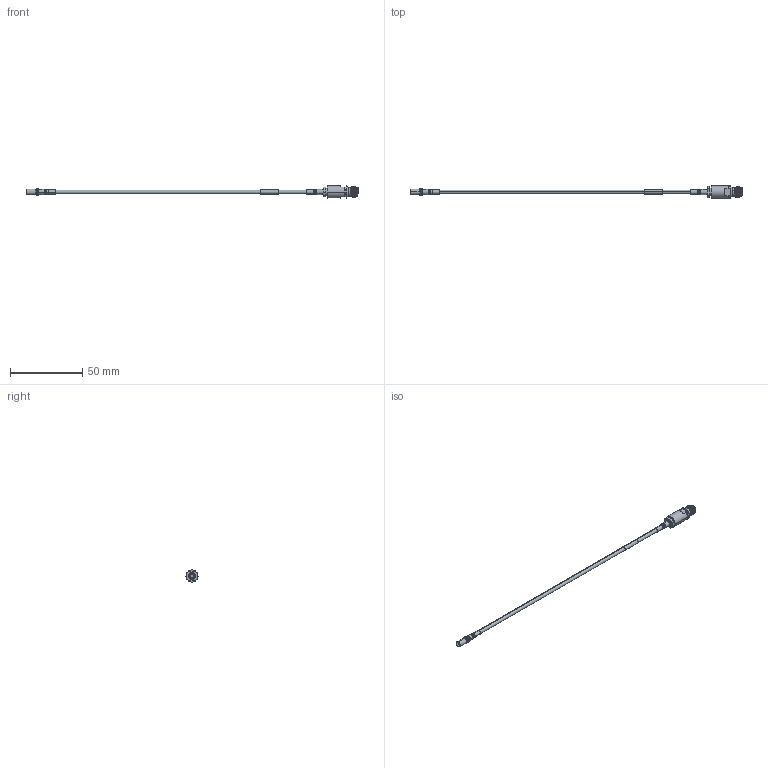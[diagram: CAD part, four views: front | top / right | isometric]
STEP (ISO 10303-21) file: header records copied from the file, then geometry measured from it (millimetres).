
FILE_DESCRIPTION (( 'STEP AP214' ), '1' );
FILE_NAME ('FMCA9749_3D.step', '2024-02-21T16:16:14', ( '' ), ( '' ), 'SwSTEP 2.0', 'SolidWorks 2022', '' );
FILE_SCHEMA (( 'AUTOMOTIVE_DESIGN' ));
Length unit declared in the file: inch
Products named in the file (6): 1AW01-003_.110 ID; PE-P086HF_8 in Length; PE45540; PE44216; FMCA9749_3D; CA-PE-P086_2_Heatshrink_LONG
Assembly tree (6 placements, depth 2):
  FMCA9749_3D
    PE-P086HF_8 in Length
    1AW01-003_.110 ID
    PE44216
    PE45540
    CA-PE-P086_2_Heatshrink_LONG  x2
Bounding box: 230.33 x 8.38 x 8.38 mm (x, y, z)
Volume: 2267.8 mm3; surface area: 3511 mm2
Topology: 6 solids, 6 shells, 189 faces, 430 edges, 269 vertices
Faces by surface type: cylinder 80, plane 54, cone 32, torus 20, bspline 3
Entity records: 6348 total; most frequent: CARTESIAN_POINT 2117, DIRECTION 871, ORIENTED_EDGE 772, EDGE_CURVE 386, AXIS2_PLACEMENT_3D 364, VERTEX_POINT 245, CIRCLE 191, EDGE_LOOP 189
